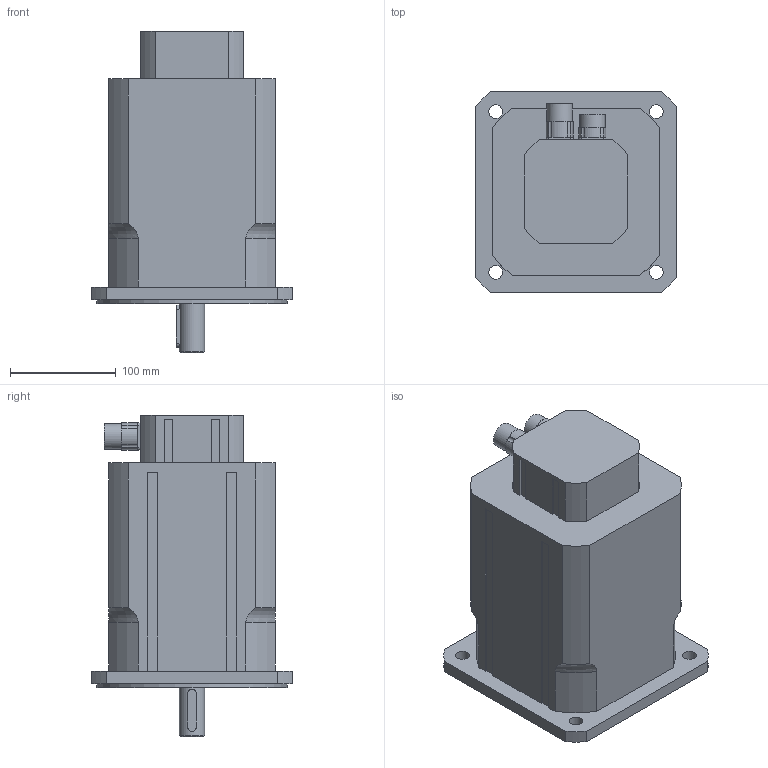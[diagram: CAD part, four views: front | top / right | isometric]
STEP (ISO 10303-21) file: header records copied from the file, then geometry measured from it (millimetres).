
FILE_DESCRIPTION((''),'2;1');
FILE_NAME('T6000 00 BP Z_1350.stp','2008-08-26T09:05:35',('oslejsek'),(''),'Autodesk Inventor 10','Autodesk Inventor 10','');
FILE_SCHEMA(('AUTOMOTIVE_DESIGN { 1 0 10303 214 1 1 1 1 }'));
Length unit declared in the file: millimetre
Products named in the file (4): T6000 00 BP Z_1350; T6000 00 BP_1350; Konektor_rovny_mot; Konektor_rovny_res
Assembly tree (3 placements, depth 2):
  T6000 00 BP Z_1350
    T6000 00 BP_1350
    Konektor_rovny_mot
    Konektor_rovny_res
Bounding box: 190 x 190 x 304 mm (x, y, z)
Volume: 5628603 mm3; surface area: 234328.3 mm2
Topology: 3 solids, 3 shells, 165 faces, 429 edges, 278 vertices
Faces by surface type: plane 91, cylinder 57, bspline 11, torus 4, cone 2
Full cylindrical faces by diameter (mm): 2.7 x8, 20 x2, 24 x3, 25 x1, 180 x1
Entity records: 5464 total; most frequent: CARTESIAN_POINT 1331, DIRECTION 874, ORIENTED_EDGE 788, EDGE_CURVE 394, AXIS2_PLACEMENT_3D 329, VERTEX_POINT 270, EDGE_LOOP 228, VECTOR 216
